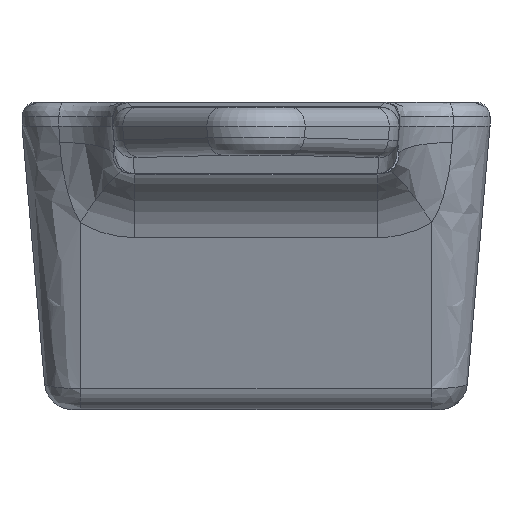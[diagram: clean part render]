
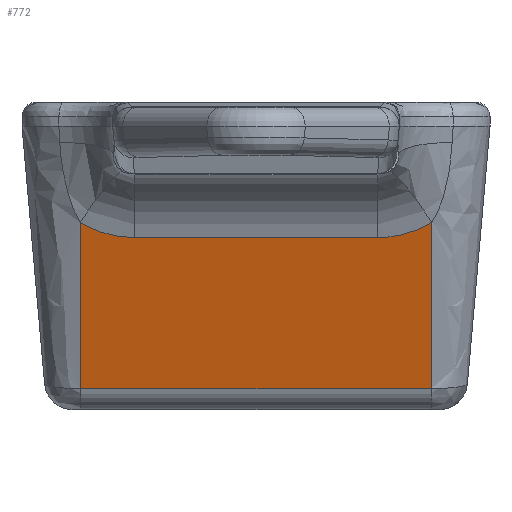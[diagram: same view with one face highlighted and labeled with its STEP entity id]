
A CAD part, front view. The second image highlights one B-rep face of the part: STEP entity #772.
In plain terms, the highlighted planar face has unit normal (0, -0.966, -0.259).
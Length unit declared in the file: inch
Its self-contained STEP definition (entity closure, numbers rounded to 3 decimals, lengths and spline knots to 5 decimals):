
#98=(
BOUNDED_CURVE()
B_SPLINE_CURVE(3,(#9339,#9340,#9341,#9342,#9343,#9344,#9345,#9346,#9347,
#9348),.UNSPECIFIED.,.F.,.F.)
B_SPLINE_CURVE_WITH_KNOTS((4,3,3,4),(0.,0.04545,0.95455,
1.),.UNSPECIFIED.)
CURVE()
GEOMETRIC_REPRESENTATION_ITEM()
RATIONAL_B_SPLINE_CURVE((1.,1.,1.,1.,1.,1.,1.,1.,1.,1.))
REPRESENTATION_ITEM('')
);
#99=(
BOUNDED_CURVE()
B_SPLINE_CURVE(3,(#9357,#9358,#9359,#9360,#9361,#9362,#9363,#9364,#9365,
#9366),.UNSPECIFIED.,.F.,.F.)
B_SPLINE_CURVE_WITH_KNOTS((4,3,3,4),(0.,0.04545,0.95455,
1.),.UNSPECIFIED.)
CURVE()
GEOMETRIC_REPRESENTATION_ITEM()
RATIONAL_B_SPLINE_CURVE((1.,1.,1.,1.,1.,1.,1.,1.,1.,1.))
REPRESENTATION_ITEM('')
);
#772=ADVANCED_FACE('',(#1192),#973,.T.);
#973=PLANE('',#5640);
#1192=FACE_OUTER_BOUND('',#1503,.T.);
#1503=EDGE_LOOP('',(#2765,#2766,#2767,#2768,#2769,#2770));
#1629=ELLIPSE('',#5638,0.11388,0.11);
#1630=ELLIPSE('',#5639,0.11388,0.11);
#2765=ORIENTED_EDGE('',*,*,#4243,.T.);
#2766=ORIENTED_EDGE('',*,*,#4244,.T.);
#2767=ORIENTED_EDGE('',*,*,#4245,.T.);
#2768=ORIENTED_EDGE('',*,*,#4246,.T.);
#2769=ORIENTED_EDGE('',*,*,#4247,.T.);
#2770=ORIENTED_EDGE('',*,*,#4248,.T.);
#3579=VERTEX_POINT('',#9349);
#3580=VERTEX_POINT('',#9350);
#3581=VERTEX_POINT('',#9352);
#3582=VERTEX_POINT('',#9354);
#3583=VERTEX_POINT('',#9356);
#3584=VERTEX_POINT('',#9367);
#4243=EDGE_CURVE('',#3579,#3580,#98,.T.);
#4244=EDGE_CURVE('',#3580,#3581,#1629,.T.);
#4245=EDGE_CURVE('',#3581,#3582,#4774,.T.);
#4246=EDGE_CURVE('',#3582,#3583,#1630,.T.);
#4247=EDGE_CURVE('',#3583,#3584,#99,.T.);
#4248=EDGE_CURVE('',#3584,#3579,#4775,.T.);
#4774=LINE('',#9353,#5215);
#4775=LINE('',#9368,#5216);
#5215=VECTOR('',#6908,1.);
#5216=VECTOR('',#6911,1.);
#5638=AXIS2_PLACEMENT_3D('',#9351,#6906,#6907);
#5639=AXIS2_PLACEMENT_3D('',#9355,#6909,#6910);
#5640=AXIS2_PLACEMENT_3D('',#9369,#6912,#6913);
#6906=DIRECTION('',(0.,0.966,0.259));
#6907=DIRECTION('',(0.,-0.259,0.966));
#6908=DIRECTION('',(-1.,0.,0.));
#6909=DIRECTION('',(0.,0.966,0.259));
#6910=DIRECTION('',(0.,-0.259,0.966));
#6911=DIRECTION('',(1.,0.,0.));
#6912=DIRECTION('',(0.,-0.966,-0.259));
#6913=DIRECTION('',(0.,0.259,-0.966));
#9339=CARTESIAN_POINT('',(8.72973,18.16786,1.05641));
#9340=CARTESIAN_POINT('',(8.72975,18.16649,1.06155));
#9341=CARTESIAN_POINT('',(8.72978,18.16511,1.06668));
#9342=CARTESIAN_POINT('',(8.7298,18.16374,1.07182));
#9343=CARTESIAN_POINT('',(8.73028,18.13622,1.17452));
#9344=CARTESIAN_POINT('',(8.73077,18.1087,1.27723));
#9345=CARTESIAN_POINT('',(8.73125,18.08118,1.37993));
#9346=CARTESIAN_POINT('',(8.73127,18.0798,1.38507));
#9347=CARTESIAN_POINT('',(8.7313,18.07843,1.3902));
#9348=CARTESIAN_POINT('',(8.73132,18.07705,1.39534));
#9349=CARTESIAN_POINT('',(8.72994,18.15612,1.10024));
#9350=CARTESIAN_POINT('',(8.73075,18.10954,1.27409));
#9351=CARTESIAN_POINT('',(8.67395,18.0843,1.36829));
#9352=CARTESIAN_POINT('',(8.67395,18.11377,1.25829));
#9353=CARTESIAN_POINT('',(8.69665,18.11377,1.25829));
#9354=CARTESIAN_POINT('',(8.41935,18.11377,1.25829));
#9355=CARTESIAN_POINT('',(8.41935,18.0843,1.36829));
#9356=CARTESIAN_POINT('',(8.36255,18.10954,1.27409));
#9357=CARTESIAN_POINT('',(8.36198,18.07705,1.39534));
#9358=CARTESIAN_POINT('',(8.362,18.07843,1.3902));
#9359=CARTESIAN_POINT('',(8.36203,18.0798,1.38507));
#9360=CARTESIAN_POINT('',(8.36205,18.08118,1.37993));
#9361=CARTESIAN_POINT('',(8.36253,18.1087,1.27723));
#9362=CARTESIAN_POINT('',(8.36302,18.13622,1.17452));
#9363=CARTESIAN_POINT('',(8.3635,18.16374,1.07182));
#9364=CARTESIAN_POINT('',(8.36352,18.16511,1.06668));
#9365=CARTESIAN_POINT('',(8.36355,18.16649,1.06155));
#9366=CARTESIAN_POINT('',(8.36357,18.16786,1.05641));
#9367=CARTESIAN_POINT('',(8.36336,18.15612,1.10024));
#9368=CARTESIAN_POINT('',(8.54665,18.15612,1.10024));
#9369=CARTESIAN_POINT('',(8.54665,18.0825,1.375));
